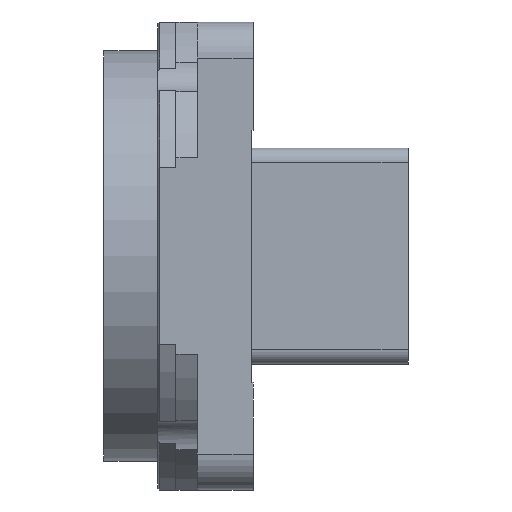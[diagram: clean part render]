
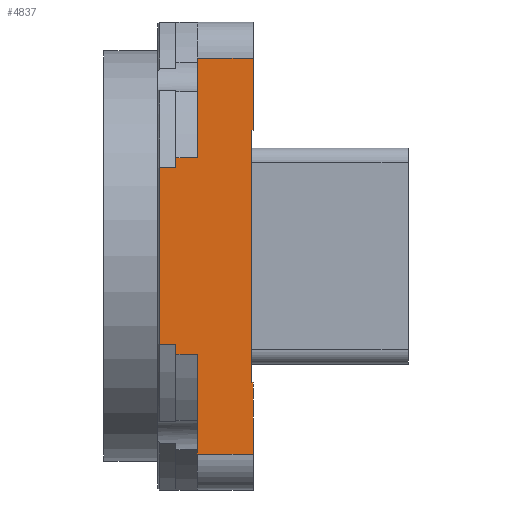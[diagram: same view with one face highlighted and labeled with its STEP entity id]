
A CAD part, left-side view. The second image highlights one B-rep face of the part: STEP entity #4837.
In plain terms, the highlighted planar face has unit normal (-1, 0, 0).
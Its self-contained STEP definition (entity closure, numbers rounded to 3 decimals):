
#652=FACE_OUTER_BOUND('',#976,.T.);
#976=EDGE_LOOP('',(#3965,#3966,#3967,#3968,#3969,#3970,#3971,#3972,#3973,
#3974,#3975,#3976,#3977,#3978,#3979,#3980));
#1122=LINE('',#6961,#1548);
#1130=LINE('',#6981,#1556);
#1306=LINE('',#7556,#1732);
#1308=LINE('',#7562,#1734);
#1316=LINE('',#7587,#1742);
#1394=LINE('',#8021,#1820);
#1395=LINE('',#8024,#1821);
#1396=LINE('',#8026,#1822);
#1397=LINE('',#8028,#1823);
#1398=LINE('',#8030,#1824);
#1399=LINE('',#8032,#1825);
#1400=LINE('',#8034,#1826);
#1401=LINE('',#8036,#1827);
#1402=LINE('',#8038,#1828);
#1403=LINE('',#8040,#1829);
#1404=LINE('',#8041,#1830);
#1548=VECTOR('',#5493,1000.);
#1556=VECTOR('',#5511,1000.);
#1732=VECTOR('',#6031,1000.);
#1734=VECTOR('',#6037,1000.);
#1742=VECTOR('',#6063,1000.);
#1820=VECTOR('',#6469,1000.);
#1821=VECTOR('',#6472,1000.);
#1822=VECTOR('',#6473,1000.);
#1823=VECTOR('',#6474,1000.);
#1824=VECTOR('',#6475,1000.);
#1825=VECTOR('',#6476,1000.);
#1826=VECTOR('',#6477,1000.);
#1827=VECTOR('',#6478,1000.);
#1828=VECTOR('',#6479,1000.);
#1829=VECTOR('',#6480,1000.);
#1830=VECTOR('',#6481,1000.);
#1974=VERTEX_POINT('',#6959);
#1975=VERTEX_POINT('',#6960);
#1982=VERTEX_POINT('',#6980);
#2160=VERTEX_POINT('',#7553);
#2161=VERTEX_POINT('',#7555);
#2162=VERTEX_POINT('',#7559);
#2291=VERTEX_POINT('',#8019);
#2292=VERTEX_POINT('',#8023);
#2293=VERTEX_POINT('',#8025);
#2294=VERTEX_POINT('',#8027);
#2295=VERTEX_POINT('',#8029);
#2296=VERTEX_POINT('',#8031);
#2297=VERTEX_POINT('',#8033);
#2298=VERTEX_POINT('',#8035);
#2299=VERTEX_POINT('',#8037);
#2300=VERTEX_POINT('',#8039);
#2436=EDGE_CURVE('',#1974,#1975,#1122,.T.);
#2446=EDGE_CURVE('',#1975,#1982,#1130,.T.);
#2701=EDGE_CURVE('',#2161,#2160,#1306,.T.);
#2704=EDGE_CURVE('',#2162,#2160,#1308,.T.);
#2720=EDGE_CURVE('',#2161,#1974,#1316,.T.);
#2897=EDGE_CURVE('',#1982,#2291,#1394,.T.);
#2898=EDGE_CURVE('',#2292,#2162,#1395,.T.);
#2899=EDGE_CURVE('',#2293,#2292,#1396,.T.);
#2900=EDGE_CURVE('',#2294,#2293,#1397,.T.);
#2901=EDGE_CURVE('',#2295,#2294,#1398,.T.);
#2902=EDGE_CURVE('',#2296,#2295,#1399,.T.);
#2903=EDGE_CURVE('',#2297,#2296,#1400,.T.);
#2904=EDGE_CURVE('',#2298,#2297,#1401,.T.);
#2905=EDGE_CURVE('',#2299,#2298,#1402,.T.);
#2906=EDGE_CURVE('',#2300,#2299,#1403,.T.);
#2907=EDGE_CURVE('',#2291,#2300,#1404,.T.);
#3965=ORIENTED_EDGE('',*,*,#2898,.F.);
#3966=ORIENTED_EDGE('',*,*,#2899,.F.);
#3967=ORIENTED_EDGE('',*,*,#2900,.F.);
#3968=ORIENTED_EDGE('',*,*,#2901,.F.);
#3969=ORIENTED_EDGE('',*,*,#2902,.F.);
#3970=ORIENTED_EDGE('',*,*,#2903,.F.);
#3971=ORIENTED_EDGE('',*,*,#2904,.F.);
#3972=ORIENTED_EDGE('',*,*,#2905,.F.);
#3973=ORIENTED_EDGE('',*,*,#2906,.F.);
#3974=ORIENTED_EDGE('',*,*,#2907,.F.);
#3975=ORIENTED_EDGE('',*,*,#2897,.F.);
#3976=ORIENTED_EDGE('',*,*,#2446,.F.);
#3977=ORIENTED_EDGE('',*,*,#2436,.F.);
#3978=ORIENTED_EDGE('',*,*,#2720,.F.);
#3979=ORIENTED_EDGE('',*,*,#2701,.T.);
#3980=ORIENTED_EDGE('',*,*,#2704,.F.);
#4580=PLANE('',#5322);
#4837=ADVANCED_FACE('',(#652),#4580,.F.);
#5322=AXIS2_PLACEMENT_3D('',#8022,#6470,#6471);
#5493=DIRECTION('',(0.,-1.,0.));
#5511=DIRECTION('',(0.,0.,-1.));
#6031=DIRECTION('',(0.,-1.,0.));
#6037=DIRECTION('',(0.,0.,-1.));
#6063=DIRECTION('',(0.,0.,-1.));
#6469=DIRECTION('',(0.,1.,0.));
#6470=DIRECTION('center_axis',(1.,0.,0.));
#6471=DIRECTION('ref_axis',(0.,0.,-1.));
#6472=DIRECTION('',(0.,-1.,0.));
#6473=DIRECTION('',(0.,0.,1.));
#6474=DIRECTION('',(0.,-1.,0.));
#6475=DIRECTION('',(0.,0.,1.));
#6476=DIRECTION('',(0.,-1.,0.));
#6477=DIRECTION('',(0.,0.,1.));
#6478=DIRECTION('',(0.,1.,0.));
#6479=DIRECTION('',(0.,0.,1.));
#6480=DIRECTION('',(0.,1.,0.));
#6481=DIRECTION('',(0.,0.,1.));
#6959=CARTESIAN_POINT('',(-65.,0.,-35.));
#6960=CARTESIAN_POINT('',(-65.,-0.5,-35.));
#6961=CARTESIAN_POINT('',(-65.,15.,-35.));
#6980=CARTESIAN_POINT('',(-65.,-0.5,-55.));
#6981=CARTESIAN_POINT('',(-65.,-0.5,-55.));
#7553=CARTESIAN_POINT('',(-65.,-0.5,35.));
#7555=CARTESIAN_POINT('',(-65.,0.,35.));
#7556=CARTESIAN_POINT('',(-65.,-0.5,35.));
#7559=CARTESIAN_POINT('',(-65.,-0.5,55.));
#7562=CARTESIAN_POINT('',(-65.,-0.5,-55.));
#7587=CARTESIAN_POINT('',(-65.,0.,-14.755));
#8019=CARTESIAN_POINT('',(-65.,15.,-55.));
#8021=CARTESIAN_POINT('',(-65.,15.,-55.));
#8022=CARTESIAN_POINT('Origin',(-65.,15.,-55.));
#8023=CARTESIAN_POINT('',(-65.,15.,55.));
#8024=CARTESIAN_POINT('',(-65.,15.,55.));
#8025=CARTESIAN_POINT('',(-65.,15.,27.299));
#8026=CARTESIAN_POINT('',(-65.,15.,-55.));
#8027=CARTESIAN_POINT('',(-65.,21.,27.299));
#8028=CARTESIAN_POINT('',(-65.,15.,27.299));
#8029=CARTESIAN_POINT('',(-65.,21.,24.602));
#8030=CARTESIAN_POINT('',(-65.,21.,-55.));
#8031=CARTESIAN_POINT('',(-65.,25.5,24.602));
#8032=CARTESIAN_POINT('',(-65.,15.,24.602));
#8033=CARTESIAN_POINT('',(-65.,25.5,-24.602));
#8034=CARTESIAN_POINT('',(-65.,25.5,-55.));
#8035=CARTESIAN_POINT('',(-65.,21.,-24.602));
#8036=CARTESIAN_POINT('',(-65.,15.,-24.602));
#8037=CARTESIAN_POINT('',(-65.,21.,-27.299));
#8038=CARTESIAN_POINT('',(-65.,21.,-55.));
#8039=CARTESIAN_POINT('',(-65.,15.,-27.299));
#8040=CARTESIAN_POINT('',(-65.,15.,-27.299));
#8041=CARTESIAN_POINT('',(-65.,15.,-55.));
